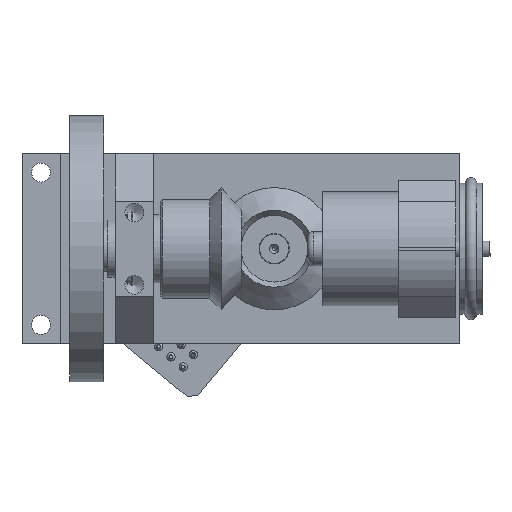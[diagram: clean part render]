
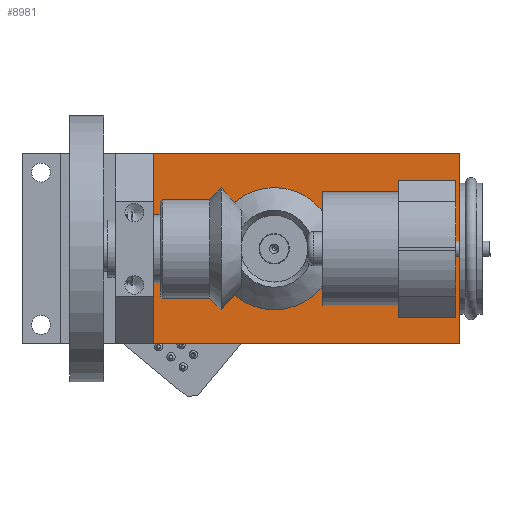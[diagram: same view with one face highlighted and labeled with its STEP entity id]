
A CAD part, left-side view. The second image highlights one B-rep face of the part: STEP entity #8981.
In plain terms, the highlighted face is planar.
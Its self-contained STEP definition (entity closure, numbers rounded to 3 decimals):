
#443=LINE('',#14324,#998);
#448=LINE('',#14333,#1003);
#449=LINE('',#14335,#1004);
#450=LINE('',#14336,#1005);
#998=VECTOR('',#11339,10.);
#1003=VECTOR('',#11348,10.);
#1004=VECTOR('',#11349,10.);
#1005=VECTOR('',#11350,10.);
#1551=PLANE('',#10114);
#1880=FACE_BOUND('',#2956,.T.);
#1881=FACE_BOUND('',#2957,.T.);
#1882=FACE_BOUND('',#2958,.T.);
#1883=FACE_BOUND('',#2959,.T.);
#1884=FACE_BOUND('',#2960,.T.);
#1885=FACE_BOUND('',#2961,.T.);
#1886=FACE_BOUND('',#2962,.T.);
#1887=FACE_BOUND('',#2963,.T.);
#1888=FACE_BOUND('',#2964,.T.);
#1889=FACE_BOUND('',#2965,.T.);
#2311=FACE_OUTER_BOUND('',#2955,.T.);
#2955=EDGE_LOOP('',(#6542,#6543,#6544,#6545));
#2956=EDGE_LOOP('',(#6546));
#2957=EDGE_LOOP('',(#6547));
#2958=EDGE_LOOP('',(#6548));
#2959=EDGE_LOOP('',(#6549));
#2960=EDGE_LOOP('',(#6550));
#2961=EDGE_LOOP('',(#6551));
#2962=EDGE_LOOP('',(#6552));
#2963=EDGE_LOOP('',(#6553));
#2964=EDGE_LOOP('',(#6554));
#2965=EDGE_LOOP('',(#6555));
#4021=CIRCLE('',#10109,4.);
#4023=CIRCLE('',#10115,4.);
#4024=CIRCLE('',#10116,4.);
#4025=CIRCLE('',#10117,2.5);
#4026=CIRCLE('',#10118,2.5);
#4027=CIRCLE('',#10119,2.5);
#4028=CIRCLE('',#10120,2.5);
#4029=CIRCLE('',#10121,7.);
#4030=CIRCLE('',#10122,3.5);
#4031=CIRCLE('',#10123,3.5);
#4545=VERTEX_POINT('',#14306);
#4551=VERTEX_POINT('',#14320);
#4553=VERTEX_POINT('',#14323);
#4555=VERTEX_POINT('',#14332);
#4556=VERTEX_POINT('',#14334);
#4557=VERTEX_POINT('',#14337);
#4558=VERTEX_POINT('',#14339);
#4559=VERTEX_POINT('',#14341);
#4560=VERTEX_POINT('',#14343);
#4561=VERTEX_POINT('',#14345);
#4562=VERTEX_POINT('',#14347);
#4563=VERTEX_POINT('',#14349);
#4564=VERTEX_POINT('',#14351);
#4565=VERTEX_POINT('',#14353);
#5409=EDGE_CURVE('',#4545,#4545,#4021,.T.);
#5416=EDGE_CURVE('',#4553,#4551,#443,.T.);
#5421=EDGE_CURVE('',#4551,#4555,#448,.T.);
#5422=EDGE_CURVE('',#4555,#4556,#449,.T.);
#5423=EDGE_CURVE('',#4556,#4553,#450,.T.);
#5424=EDGE_CURVE('',#4557,#4557,#4023,.T.);
#5425=EDGE_CURVE('',#4558,#4558,#4024,.T.);
#5426=EDGE_CURVE('',#4559,#4559,#4025,.T.);
#5427=EDGE_CURVE('',#4560,#4560,#4026,.T.);
#5428=EDGE_CURVE('',#4561,#4561,#4027,.T.);
#5429=EDGE_CURVE('',#4562,#4562,#4028,.T.);
#5430=EDGE_CURVE('',#4563,#4563,#4029,.T.);
#5431=EDGE_CURVE('',#4564,#4564,#4030,.T.);
#5432=EDGE_CURVE('',#4565,#4565,#4031,.T.);
#6542=ORIENTED_EDGE('',*,*,#5416,.T.);
#6543=ORIENTED_EDGE('',*,*,#5421,.T.);
#6544=ORIENTED_EDGE('',*,*,#5422,.T.);
#6545=ORIENTED_EDGE('',*,*,#5423,.T.);
#6546=ORIENTED_EDGE('',*,*,#5409,.T.);
#6547=ORIENTED_EDGE('',*,*,#5424,.T.);
#6548=ORIENTED_EDGE('',*,*,#5425,.T.);
#6549=ORIENTED_EDGE('',*,*,#5426,.T.);
#6550=ORIENTED_EDGE('',*,*,#5427,.T.);
#6551=ORIENTED_EDGE('',*,*,#5428,.T.);
#6552=ORIENTED_EDGE('',*,*,#5429,.T.);
#6553=ORIENTED_EDGE('',*,*,#5430,.T.);
#6554=ORIENTED_EDGE('',*,*,#5431,.T.);
#6555=ORIENTED_EDGE('',*,*,#5432,.T.);
#8981=ADVANCED_FACE('',(#2311,#1880,#1881,#1882,#1883,#1884,#1885,#1886,
#1887,#1888,#1889),#1551,.T.);
#10109=AXIS2_PLACEMENT_3D('',#14307,#11326,#11327);
#10114=AXIS2_PLACEMENT_3D('',#14331,#11346,#11347);
#10115=AXIS2_PLACEMENT_3D('',#14338,#11351,#11352);
#10116=AXIS2_PLACEMENT_3D('',#14340,#11353,#11354);
#10117=AXIS2_PLACEMENT_3D('',#14342,#11355,#11356);
#10118=AXIS2_PLACEMENT_3D('',#14344,#11357,#11358);
#10119=AXIS2_PLACEMENT_3D('',#14346,#11359,#11360);
#10120=AXIS2_PLACEMENT_3D('',#14348,#11361,#11362);
#10121=AXIS2_PLACEMENT_3D('',#14350,#11363,#11364);
#10122=AXIS2_PLACEMENT_3D('',#14352,#11365,#11366);
#10123=AXIS2_PLACEMENT_3D('',#14354,#11367,#11368);
#11326=DIRECTION('center_axis',(0.,1.,0.));
#11327=DIRECTION('ref_axis',(-1.,0.,0.));
#11339=DIRECTION('',(-1.,0.,0.));
#11346=DIRECTION('center_axis',(0.,-1.,0.));
#11347=DIRECTION('ref_axis',(0.,0.,-1.));
#11348=DIRECTION('',(0.,0.,-1.));
#11349=DIRECTION('',(1.,0.,0.));
#11350=DIRECTION('',(0.,0.,1.));
#11351=DIRECTION('center_axis',(0.,1.,0.));
#11352=DIRECTION('ref_axis',(1.,0.,0.));
#11353=DIRECTION('center_axis',(0.,1.,0.));
#11354=DIRECTION('ref_axis',(1.,0.,0.));
#11355=DIRECTION('center_axis',(0.,1.,0.));
#11356=DIRECTION('ref_axis',(1.,0.,0.));
#11357=DIRECTION('center_axis',(0.,1.,0.));
#11358=DIRECTION('ref_axis',(1.,0.,0.));
#11359=DIRECTION('center_axis',(0.,1.,0.));
#11360=DIRECTION('ref_axis',(1.,0.,0.));
#11361=DIRECTION('center_axis',(0.,1.,0.));
#11362=DIRECTION('ref_axis',(1.,0.,0.));
#11363=DIRECTION('center_axis',(0.,1.,0.));
#11364=DIRECTION('ref_axis',(-1.,0.,0.));
#11365=DIRECTION('center_axis',(0.,1.,0.));
#11366=DIRECTION('ref_axis',(-1.,0.,0.));
#11367=DIRECTION('center_axis',(0.,1.,0.));
#11368=DIRECTION('ref_axis',(-1.,0.,0.));
#14306=CARTESIAN_POINT('',(-21.,0.,-100.));
#14307=CARTESIAN_POINT('Origin',(-25.,0.,-100.));
#14320=CARTESIAN_POINT('',(-50.,0.,-24.5));
#14323=CARTESIAN_POINT('',(0.,0.,-24.5));
#14324=CARTESIAN_POINT('',(-12.5,0.,-24.5));
#14331=CARTESIAN_POINT('Origin',(-25.,0.,-57.5));
#14332=CARTESIAN_POINT('',(-50.,0.,-115.));
#14333=CARTESIAN_POINT('',(-50.,0.,0.));
#14334=CARTESIAN_POINT('',(0.,0.,-115.));
#14335=CARTESIAN_POINT('',(-50.,0.,-115.));
#14336=CARTESIAN_POINT('',(0.,0.,-115.));
#14337=CARTESIAN_POINT('',(-14.,0.,-29.5));
#14338=CARTESIAN_POINT('Origin',(-10.,0.,-29.5));
#14339=CARTESIAN_POINT('',(-44.,0.,-29.5));
#14340=CARTESIAN_POINT('Origin',(-40.,0.,-29.5));
#14341=CARTESIAN_POINT('',(-12.954,0.,-56.754));
#14342=CARTESIAN_POINT('Origin',(-15.454,0.,-56.754));
#14343=CARTESIAN_POINT('',(-32.046,0.,-75.846));
#14344=CARTESIAN_POINT('Origin',(-34.546,0.,-75.846));
#14345=CARTESIAN_POINT('',(-12.954,0.,-75.846));
#14346=CARTESIAN_POINT('Origin',(-15.454,0.,-75.846));
#14347=CARTESIAN_POINT('',(-32.046,0.,-56.754));
#14348=CARTESIAN_POINT('Origin',(-34.546,0.,-56.754));
#14349=CARTESIAN_POINT('',(-18.,0.,-66.3));
#14350=CARTESIAN_POINT('Origin',(-25.,0.,-66.3));
#14351=CARTESIAN_POINT('',(-9.,0.,-105.));
#14352=CARTESIAN_POINT('Origin',(-12.5,0.,-105.));
#14353=CARTESIAN_POINT('',(-34.,0.,-105.));
#14354=CARTESIAN_POINT('Origin',(-37.5,0.,-105.));
